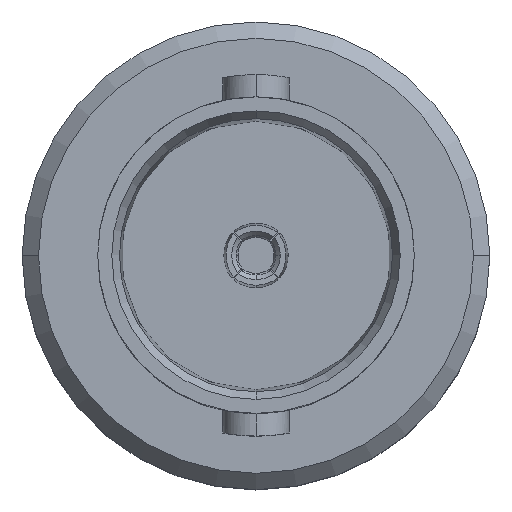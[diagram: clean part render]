
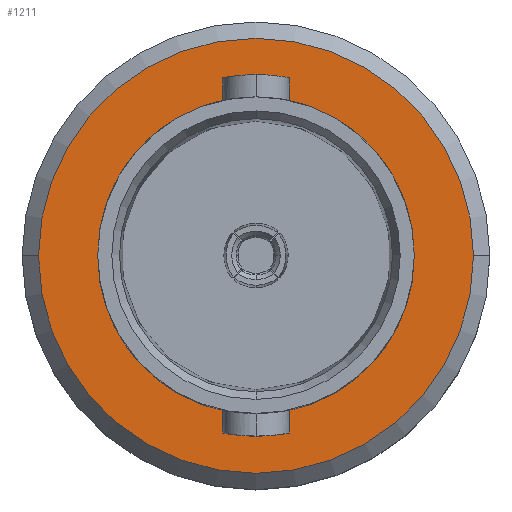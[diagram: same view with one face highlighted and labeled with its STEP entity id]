
A CAD part, top view. The second image highlights one B-rep face of the part: STEP entity #1211.
In plain terms, the highlighted planar face has unit normal (0, 0, 1).
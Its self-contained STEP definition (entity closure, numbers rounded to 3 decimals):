
#175 = EDGE_LOOP ( 'NONE', ( #2973, #369 ) ) ;
#212 = CARTESIAN_POINT ( 'NONE',  ( 4.84, 0., -11.3 ) ) ;
#329 = CIRCLE ( 'NONE', #4346, 4.84 ) ;
#369 = ORIENTED_EDGE ( 'NONE', *, *, #2545, .T. ) ;
#397 = DIRECTION ( 'NONE',  ( 0., 0., -1. ) ) ;
#484 = DIRECTION ( 'NONE',  ( 0., 0., -1. ) ) ;
#600 = FACE_BOUND ( 'NONE', #175, .T. ) ;
#715 = ORIENTED_EDGE ( 'NONE', *, *, #4462, .T. ) ;
#790 = CARTESIAN_POINT ( 'NONE',  ( 6.65, 0., -11.3 ) ) ;
#923 = CARTESIAN_POINT ( 'NONE',  ( 0., 0., -11.3 ) ) ;
#980 = CARTESIAN_POINT ( 'NONE',  ( 0., 0., -11.3 ) ) ;
#1063 = VERTEX_POINT ( 'NONE', #2821 ) ;
#1141 = DIRECTION ( 'NONE',  ( -1., 0., 0. ) ) ;
#1211 = ADVANCED_FACE ( 'NONE', ( #600, #3815 ), #4215, .F. ) ;
#1366 = VERTEX_POINT ( 'NONE', #790 ) ;
#1397 = CIRCLE ( 'NONE', #1660, 6.65 ) ;
#1406 = DIRECTION ( 'NONE',  ( 1., 0., 0. ) ) ;
#1570 = DIRECTION ( 'NONE',  ( 0., 0., -1. ) ) ;
#1636 = EDGE_LOOP ( 'NONE', ( #715, #4042 ) ) ;
#1660 = AXIS2_PLACEMENT_3D ( 'NONE', #980, #3891, #1406 ) ;
#1751 = DIRECTION ( 'NONE',  ( -1., 0., 0. ) ) ;
#1875 = AXIS2_PLACEMENT_3D ( 'NONE', #923, #484, #1751 ) ;
#2262 = DIRECTION ( 'NONE',  ( 0., 0., 1. ) ) ;
#2545 = EDGE_CURVE ( 'NONE', #2949, #3530, #3108, .T. ) ;
#2772 = AXIS2_PLACEMENT_3D ( 'NONE', #2820, #1570, #1141 ) ;
#2820 = CARTESIAN_POINT ( 'NONE',  ( 0., 0., -11.3 ) ) ;
#2821 = CARTESIAN_POINT ( 'NONE',  ( -6.65, 0., -11.3 ) ) ;
#2932 = CARTESIAN_POINT ( 'NONE',  ( 0., 0., -11.3 ) ) ;
#2949 = VERTEX_POINT ( 'NONE', #4391 ) ;
#2973 = ORIENTED_EDGE ( 'NONE', *, *, #3683, .T. ) ;
#3108 = CIRCLE ( 'NONE', #2772, 4.84 ) ;
#3348 = DIRECTION ( 'NONE',  ( -1., 0., 0. ) ) ;
#3530 = VERTEX_POINT ( 'NONE', #212 ) ;
#3683 = EDGE_CURVE ( 'NONE', #3530, #2949, #329, .T. ) ;
#3815 = FACE_OUTER_BOUND ( 'NONE', #1636, .T. ) ;
#3883 = AXIS2_PLACEMENT_3D ( 'NONE', #4748, #2262, #5173 ) ;
#3891 = DIRECTION ( 'NONE',  ( 0., 0., 1. ) ) ;
#4042 = ORIENTED_EDGE ( 'NONE', *, *, #4489, .T. ) ;
#4187 = CIRCLE ( 'NONE', #3883, 6.65 ) ;
#4215 = PLANE ( 'NONE',  #1875 ) ;
#4346 = AXIS2_PLACEMENT_3D ( 'NONE', #2932, #397, #3348 ) ;
#4391 = CARTESIAN_POINT ( 'NONE',  ( -4.84, 0., -11.3 ) ) ;
#4462 = EDGE_CURVE ( 'NONE', #1063, #1366, #1397, .T. ) ;
#4489 = EDGE_CURVE ( 'NONE', #1366, #1063, #4187, .T. ) ;
#4748 = CARTESIAN_POINT ( 'NONE',  ( 0., 0., -11.3 ) ) ;
#5173 = DIRECTION ( 'NONE',  ( 1., 0., 0. ) ) ;
